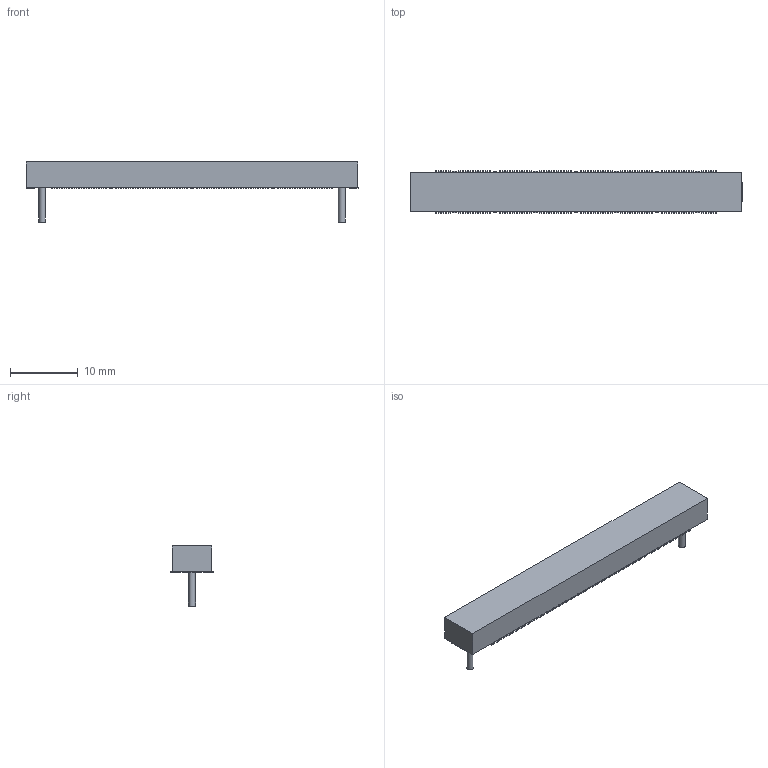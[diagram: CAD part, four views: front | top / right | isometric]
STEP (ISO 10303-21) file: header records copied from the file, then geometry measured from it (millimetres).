
FILE_DESCRIPTION(('FreeCAD Model'),'2;1');
FILE_NAME('554484.1.5.stp','2020-02-12T11:17:28',( 'Author'),(''),'Open CASCADE STEP processor 6.9','FreeCAD','Unknown' );
FILE_SCHEMA(('AUTOMOTIVE_DESIGN { 1 0 10303 214 1 1 1 1 }'));
Length unit declared in the file: millimetre
Products named in the file (159): ASSEMBLY; Body; ('pin',_'1'); ('pin',_'2'); ('pin',_'3'); ('pin',_'4'); ('pin',_'5'); ('pin',_'6'); ('pin',_'7'); ('pin',_'8'); ('pin',_'9'); ('pin',_'10'); ('pin',_'11'); ('pin',_'12'); ('pin',_'13'); ('pin',_'14'); ('pin',_'15'); ('pin',_'16'); ('pin',_'17'); ('pin',_'18'); ('pin',_'19'); ('pin',_'20'); ('pin',_'21'); ('pin',_'22'); ('pin',_'23'); ('pin',_'24'); ('pin',_'25'); ('pin',_'26'); ('pin',_'27'); ('pin',_'28'); ('pin',_'29'); ('pin',_'30'); ('pin',_'31'); ('pin',_'32'); ('pin',_'33'); ('pin',_'34'); ('pin',_'35'); ('pin',_'36'); ('pin',_'37'); ('pin',_'38') ...
Assembly tree (159 placements, depth 2):
  ASSEMBLY
    Body
    ('pin',_'1')
    ('pin',_'2')
    ('pin',_'3')
    ('pin',_'4')
    ('pin',_'5')
    ('pin',_'6')
    ('pin',_'7')
    ('pin',_'8')
    ('pin',_'9')
    ('pin',_'10')
    ('pin',_'11')
    ('pin',_'12')
    ('pin',_'13')
    ('pin',_'14')
    ('pin',_'15')
    ('pin',_'16')
    ('pin',_'17')
    ('pin',_'18')
    ('pin',_'19')
    ('pin',_'20')
    ('pin',_'21')
    ('pin',_'22')
    ('pin',_'23')
    ('pin',_'24')
    ('pin',_'25')
    ('pin',_'26')
    ('pin',_'27')
    ('pin',_'28')
    ('pin',_'29')
    ('pin',_'30')
    ('pin',_'31')
    ('pin',_'32')
    ('pin',_'33')
    ('pin',_'34')
    ('pin',_'35')
    ('pin',_'36')
    ('pin',_'37')
    ('pin',_'38')
    ('pin',_'39')
    ('pin',_'40')
    ('pin',_'41')
    ('pin',_'42')
    ('pin',_'43')
    ('pin',_'44')
    ('pin',_'45')
    ('pin',_'46')
    ('pin',_'47')
    ('pin',_'48')
    ('pin',_'49')
    ('pin',_'50')
    ('pin',_'51')
    ('pin',_'52')
    ('pin',_'53')
    ('pin',_'54')
    ('pin',_'55')
    ('pin',_'56')
    ('pin',_'57')
    ('pin',_'58')
Bounding box: 49.18 x 6.24 x 8.9 mm (x, y, z)
Volume: 1122.2 mm3; surface area: 1216.1 mm2
Topology: 161 solids, 161 shells, 954 faces, 1896 edges, 1264 vertices
Faces by surface type: plane 950, cylinder 4
Full cylindrical faces by diameter (mm): 0.95 x2, 1.05 x2
Entity records: 52685 total; most frequent: CARTESIAN_POINT 8038, DIRECTION 7890, LINE 5662, VECTOR 5662, ORIENTED_EDGE 3780, PCURVE 3780, DEFINITIONAL_REPRESENTATION 3780, EDGE_CURVE 1890
